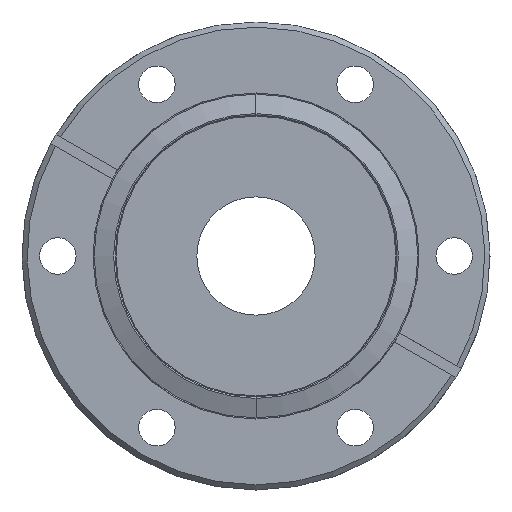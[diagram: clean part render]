
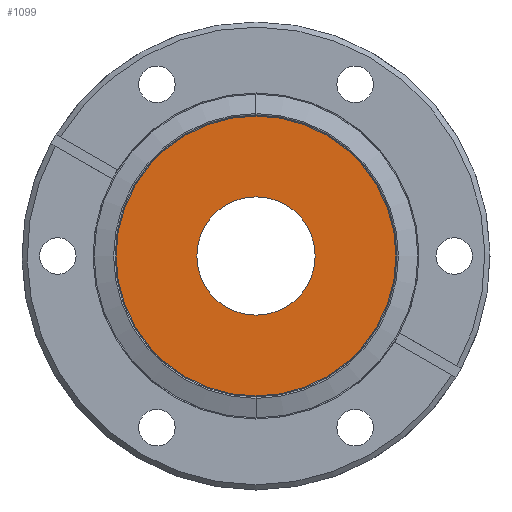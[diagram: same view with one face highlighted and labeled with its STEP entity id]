
A CAD part, left-side view. The second image highlights one B-rep face of the part: STEP entity #1099.
In plain terms, the highlighted planar face has unit normal (-1, 0, 0).
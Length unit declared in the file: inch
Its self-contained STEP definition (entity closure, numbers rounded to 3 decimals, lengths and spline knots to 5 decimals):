
#30 = DIRECTION ( 'NONE',  ( 0., 0., 1. ) ) ;
#111 = AXIS2_PLACEMENT_3D ( 'NONE', #167, #1271, #30 ) ;
#120 = ORIENTED_EDGE ( 'NONE', *, *, #1021, .T. ) ;
#167 = CARTESIAN_POINT ( 'NONE',  ( 0.051, 0., 0. ) ) ;
#183 = DIRECTION ( 'NONE',  ( -1., 0., 0. ) ) ;
#216 = AXIS2_PLACEMENT_3D ( 'NONE', #1359, #976, #472 ) ;
#271 = EDGE_LOOP ( 'NONE', ( #1052, #1213 ) ) ;
#299 = AXIS2_PLACEMENT_3D ( 'NONE', #641, #465, #729 ) ;
#412 = VERTEX_POINT ( 'NONE', #1263 ) ;
#465 = DIRECTION ( 'NONE',  ( 1., 0., 0. ) ) ;
#467 = CARTESIAN_POINT ( 'NONE',  ( 0.051, 0., 0. ) ) ;
#472 = DIRECTION ( 'NONE',  ( 0., 0., -1. ) ) ;
#490 = FACE_OUTER_BOUND ( 'NONE', #1336, .T. ) ;
#500 = CIRCLE ( 'NONE', #216, 0.8164 ) ;
#641 = CARTESIAN_POINT ( 'NONE',  ( 0.051, 0.82059, 0. ) ) ;
#642 = VERTEX_POINT ( 'NONE', #738 ) ;
#729 = DIRECTION ( 'NONE',  ( 0., 0., -1. ) ) ;
#738 = CARTESIAN_POINT ( 'NONE',  ( 0.051, 0., -0.345 ) ) ;
#811 = CARTESIAN_POINT ( 'NONE',  ( 0.051, 0., -0.8164 ) ) ;
#819 = DIRECTION ( 'NONE',  ( 0., 0., -1. ) ) ;
#877 = ORIENTED_EDGE ( 'NONE', *, *, #916, .T. ) ;
#891 = CARTESIAN_POINT ( 'NONE',  ( 0.051, 0., 0.8164 ) ) ;
#916 = EDGE_CURVE ( 'NONE', #1570, #1289, #1140, .T. ) ;
#976 = DIRECTION ( 'NONE',  ( -1., 0., 0. ) ) ;
#978 = DIRECTION ( 'NONE',  ( 0., 0., 1. ) ) ;
#995 = FACE_BOUND ( 'NONE', #271, .T. ) ;
#1005 = PLANE ( 'NONE',  #299 ) ;
#1021 = EDGE_CURVE ( 'NONE', #1289, #1570, #500, .T. ) ;
#1052 = ORIENTED_EDGE ( 'NONE', *, *, #1480, .F. ) ;
#1075 = CARTESIAN_POINT ( 'NONE',  ( 0.051, 0., 0. ) ) ;
#1099 = ADVANCED_FACE ( 'NONE', ( #490, #995 ), #1005, .F. ) ;
#1140 = CIRCLE ( 'NONE', #1215, 0.8164 ) ;
#1213 = ORIENTED_EDGE ( 'NONE', *, *, #1604, .F. ) ;
#1215 = AXIS2_PLACEMENT_3D ( 'NONE', #1075, #183, #819 ) ;
#1217 = CIRCLE ( 'NONE', #1428, 0.345 ) ;
#1263 = CARTESIAN_POINT ( 'NONE',  ( 0.051, 0., 0.345 ) ) ;
#1271 = DIRECTION ( 'NONE',  ( -1., 0., 0. ) ) ;
#1289 = VERTEX_POINT ( 'NONE', #891 ) ;
#1302 = CIRCLE ( 'NONE', #111, 0.345 ) ;
#1336 = EDGE_LOOP ( 'NONE', ( #877, #120 ) ) ;
#1359 = CARTESIAN_POINT ( 'NONE',  ( 0.051, 0., 0. ) ) ;
#1428 = AXIS2_PLACEMENT_3D ( 'NONE', #467, #1474, #978 ) ;
#1474 = DIRECTION ( 'NONE',  ( -1., 0., 0. ) ) ;
#1480 = EDGE_CURVE ( 'NONE', #412, #642, #1217, .T. ) ;
#1570 = VERTEX_POINT ( 'NONE', #811 ) ;
#1604 = EDGE_CURVE ( 'NONE', #642, #412, #1302, .T. ) ;
